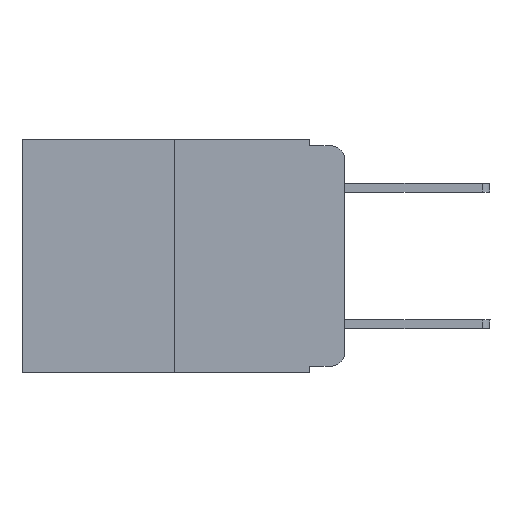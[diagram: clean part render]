
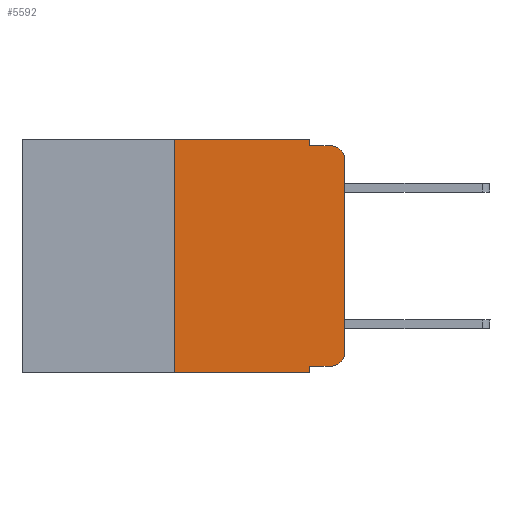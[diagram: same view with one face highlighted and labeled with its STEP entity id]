
A CAD part, left-side view. The second image highlights one B-rep face of the part: STEP entity #5592.
In plain terms, the highlighted planar face has unit normal (-1, 0, 0).
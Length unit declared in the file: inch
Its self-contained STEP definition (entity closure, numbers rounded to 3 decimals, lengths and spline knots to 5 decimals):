
#184 = VERTEX_POINT ( 'NONE', #2349 ) ;
#658 = AXIS2_PLACEMENT_3D ( 'NONE', #17372, #10896, #7164 ) ;
#890 = VERTEX_POINT ( 'NONE', #1511 ) ;
#966 = ORIENTED_EDGE ( 'NONE', *, *, #14802, .F. ) ;
#1083 = DIRECTION ( 'NONE',  ( 0., 0., 1. ) ) ;
#1144 = VECTOR ( 'NONE', #12568, 39.37008 ) ;
#1381 = CIRCLE ( 'NONE', #658, 0.02 ) ;
#1511 = CARTESIAN_POINT ( 'NONE',  ( 0., 0.02, -0.01 ) ) ;
#1874 = VERTEX_POINT ( 'NONE', #8688 ) ;
#2129 = CARTESIAN_POINT ( 'NONE',  ( 0., 0.25, 0. ) ) ;
#2349 = CARTESIAN_POINT ( 'NONE',  ( 0., 0.051, 0. ) ) ;
#2393 = CARTESIAN_POINT ( 'NONE',  ( 0., 0.051, -0.333 ) ) ;
#2477 = CARTESIAN_POINT ( 'NONE',  ( 0., 0.051, 0. ) ) ;
#2676 = VERTEX_POINT ( 'NONE', #9909 ) ;
#3211 = DIRECTION ( 'NONE',  ( 0., 0., -1. ) ) ;
#3282 = VECTOR ( 'NONE', #1083, 39.37008 ) ;
#3747 = CARTESIAN_POINT ( 'NONE',  ( 0., 0.051, -0.01 ) ) ;
#3949 = CIRCLE ( 'NONE', #20277, 0.02 ) ;
#4184 = DIRECTION ( 'NONE',  ( 0., 0., 1. ) ) ;
#4244 = FACE_OUTER_BOUND ( 'NONE', #14562, .T. ) ;
#5592 = ADVANCED_FACE ( 'NONE', ( #4244 ), #21389, .F. ) ;
#5762 = VERTEX_POINT ( 'NONE', #3747 ) ;
#6640 = CARTESIAN_POINT ( 'NONE',  ( 0., 0.051, -0.01 ) ) ;
#6857 = DIRECTION ( 'NONE',  ( 0., -1., 0. ) ) ;
#7060 = EDGE_CURVE ( 'NONE', #1874, #12868, #22068, .T. ) ;
#7063 = CARTESIAN_POINT ( 'NONE',  ( 0., 0., -0.313 ) ) ;
#7164 = DIRECTION ( 'NONE',  ( 0., 0., -1. ) ) ;
#7237 = CARTESIAN_POINT ( 'NONE',  ( 0., 0.25, 0. ) ) ;
#7374 = LINE ( 'NONE', #13015, #14564 ) ;
#7626 = ORIENTED_EDGE ( 'NONE', *, *, #17061, .T. ) ;
#7870 = EDGE_CURVE ( 'NONE', #10157, #184, #9232, .T. ) ;
#8688 = CARTESIAN_POINT ( 'NONE',  ( 0., 0.25, -0.343 ) ) ;
#8967 = AXIS2_PLACEMENT_3D ( 'NONE', #9706, #11060, #14676 ) ;
#9232 = LINE ( 'NONE', #21601, #20422 ) ;
#9550 = LINE ( 'NONE', #2393, #13066 ) ;
#9706 = CARTESIAN_POINT ( 'NONE',  ( 0., 0.473, 0. ) ) ;
#9909 = CARTESIAN_POINT ( 'NONE',  ( 0., 0., -0.03 ) ) ;
#10157 = VERTEX_POINT ( 'NONE', #2129 ) ;
#10896 = DIRECTION ( 'NONE',  ( -1., 0., 0. ) ) ;
#11060 = DIRECTION ( 'NONE',  ( 1., 0., 0. ) ) ;
#11242 = VERTEX_POINT ( 'NONE', #11720 ) ;
#11350 = DIRECTION ( 'NONE',  ( 0., -1., 0. ) ) ;
#11567 = CARTESIAN_POINT ( 'NONE',  ( 0., 0.051, -0.333 ) ) ;
#11585 = ORIENTED_EDGE ( 'NONE', *, *, #15812, .F. ) ;
#11720 = CARTESIAN_POINT ( 'NONE',  ( 0., 0.02, -0.333 ) ) ;
#12281 = ORIENTED_EDGE ( 'NONE', *, *, #20934, .T. ) ;
#12308 = ORIENTED_EDGE ( 'NONE', *, *, #20157, .F. ) ;
#12335 = ORIENTED_EDGE ( 'NONE', *, *, #20948, .F. ) ;
#12568 = DIRECTION ( 'NONE',  ( 0., 0., -1. ) ) ;
#12693 = CARTESIAN_POINT ( 'NONE',  ( 0., 0.051, 0. ) ) ;
#12868 = VERTEX_POINT ( 'NONE', #19070 ) ;
#13015 = CARTESIAN_POINT ( 'NONE',  ( 0., 0., 0. ) ) ;
#13048 = VERTEX_POINT ( 'NONE', #11567 ) ;
#13066 = VECTOR ( 'NONE', #11350, 39.37008 ) ;
#13513 = ORIENTED_EDGE ( 'NONE', *, *, #19405, .T. ) ;
#13749 = DIRECTION ( 'NONE',  ( 0., -1., 0. ) ) ;
#14562 = EDGE_LOOP ( 'NONE', ( #7626, #13513, #12308, #12335, #18385, #11585, #21331, #966, #12281, #19058 ) ) ;
#14564 = VECTOR ( 'NONE', #4184, 39.37008 ) ;
#14676 = DIRECTION ( 'NONE',  ( 0., 0., -1. ) ) ;
#14802 = EDGE_CURVE ( 'NONE', #13048, #12868, #21211, .T. ) ;
#15300 = VECTOR ( 'NONE', #6857, 39.37008 ) ;
#15460 = CARTESIAN_POINT ( 'NONE',  ( 0., 0.02, -0.03 ) ) ;
#15812 = EDGE_CURVE ( 'NONE', #1874, #10157, #19385, .T. ) ;
#16105 = DIRECTION ( 'NONE',  ( 0., 0., -1. ) ) ;
#16517 = VERTEX_POINT ( 'NONE', #7063 ) ;
#17061 = EDGE_CURVE ( 'NONE', #16517, #2676, #7374, .T. ) ;
#17372 = CARTESIAN_POINT ( 'NONE',  ( 0., 0.02, -0.313 ) ) ;
#17863 = EDGE_CURVE ( 'NONE', #11242, #16517, #1381, .T. ) ;
#18042 = DIRECTION ( 'NONE',  ( 0., -1., 0. ) ) ;
#18385 = ORIENTED_EDGE ( 'NONE', *, *, #7870, .F. ) ;
#18974 = DIRECTION ( 'NONE',  ( -1., 0., 0. ) ) ;
#19058 = ORIENTED_EDGE ( 'NONE', *, *, #17863, .T. ) ;
#19070 = CARTESIAN_POINT ( 'NONE',  ( 0., 0.051, -0.343 ) ) ;
#19385 = LINE ( 'NONE', #7237, #3282 ) ;
#19405 = EDGE_CURVE ( 'NONE', #2676, #890, #3949, .T. ) ;
#19742 = LINE ( 'NONE', #12693, #21796 ) ;
#20157 = EDGE_CURVE ( 'NONE', #5762, #890, #20243, .T. ) ;
#20243 = LINE ( 'NONE', #6640, #20306 ) ;
#20277 = AXIS2_PLACEMENT_3D ( 'NONE', #15460, #18974, #3211 ) ;
#20306 = VECTOR ( 'NONE', #13749, 39.37008 ) ;
#20422 = VECTOR ( 'NONE', #18042, 39.37008 ) ;
#20588 = CARTESIAN_POINT ( 'NONE',  ( 0., 0.473, -0.343 ) ) ;
#20934 = EDGE_CURVE ( 'NONE', #13048, #11242, #9550, .T. ) ;
#20948 = EDGE_CURVE ( 'NONE', #184, #5762, #19742, .T. ) ;
#21211 = LINE ( 'NONE', #2477, #1144 ) ;
#21331 = ORIENTED_EDGE ( 'NONE', *, *, #7060, .T. ) ;
#21389 = PLANE ( 'NONE',  #8967 ) ;
#21601 = CARTESIAN_POINT ( 'NONE',  ( 0., 0.473, 0. ) ) ;
#21796 = VECTOR ( 'NONE', #16105, 39.37008 ) ;
#22068 = LINE ( 'NONE', #20588, #15300 ) ;
